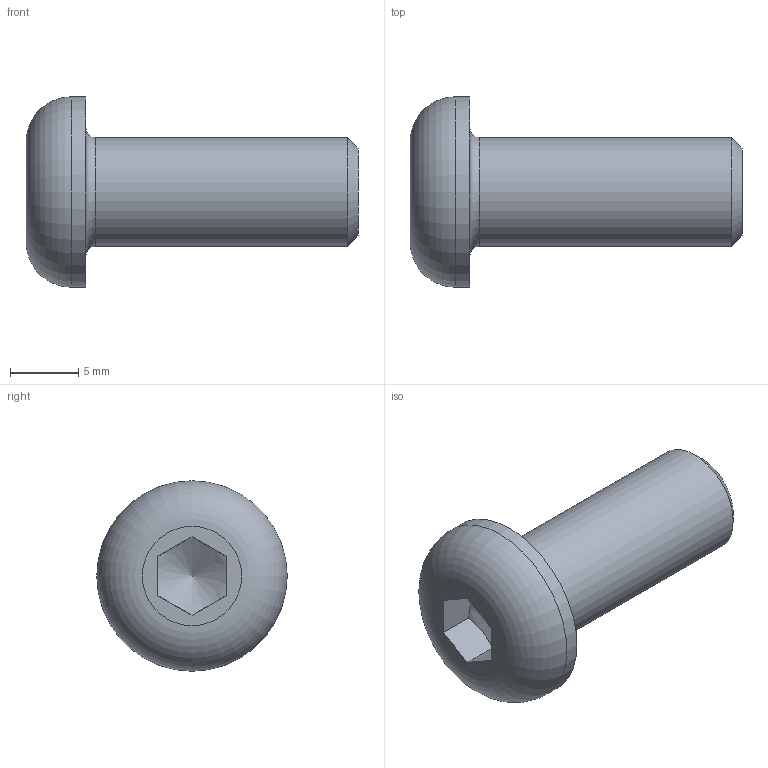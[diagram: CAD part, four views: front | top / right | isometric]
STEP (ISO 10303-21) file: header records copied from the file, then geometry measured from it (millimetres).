
FILE_DESCRIPTION(/* description */ ('Halbrundschraube'),/* implementation_level */ '2;1');
FILE_NAME(/* name */ '11700_KriTec_Halbrundschraube_mit_glattem_Schaft_M8x20_aehnlich_ISO_7380_verzinkt.stp',/* time_stamp */ '2017-08-25T14:37:30+02:00',/* author */ ('kostic'),/* organization */ (''),/* preprocessor_version */ 'ST-DEVELOPER v16.1',/* originating_system */ 'Autodesk Inventor 2016',/* authorisation */ '');
FILE_SCHEMA (('AUTOMOTIVE_DESIGN { 1 0 10303 214 3 1 1 }'));
Length unit declared in the file: millimetre
Products named in the file (1): 11700_KriTec_Halbrundschraube_mit_glattem_Schaft_M8x20_aehnlich_ISO_7
380_verzinkt
Bounding box: 24.4 x 14 x 14 mm (x, y, z)
Volume: 1513.4 mm3; surface area: 967.4 mm2
Topology: 1 solids, 1 shells, 15 faces, 32 edges, 20 vertices
Faces by surface type: plane 9, torus 2, cylinder 2, cone 2
Full cylindrical faces by diameter (mm): 8 x1, 14 x1
Entity records: 380 total; most frequent: CARTESIAN_POINT 72, DIRECTION 58, ORIENTED_EDGE 50, EDGE_CURVE 25, AXIS2_PLACEMENT_3D 23, EDGE_LOOP 22, VERTEX_POINT 19, FACE_OUTER_BOUND 15
